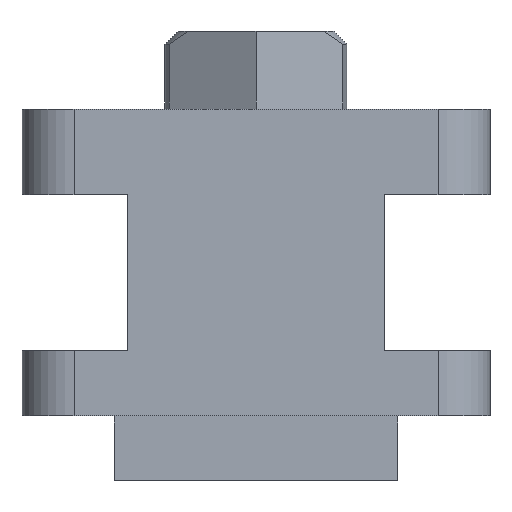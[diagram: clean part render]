
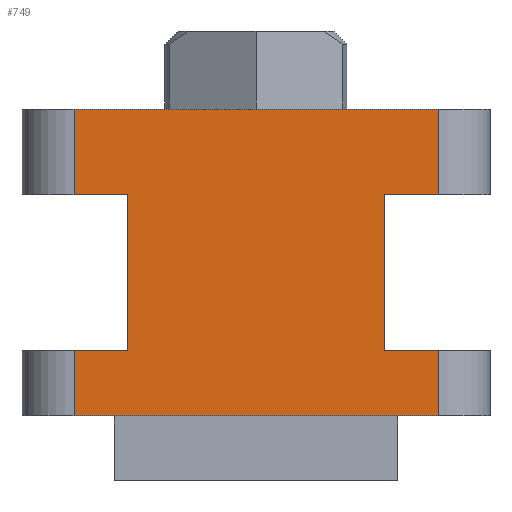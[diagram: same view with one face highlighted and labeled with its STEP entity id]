
A CAD part, front view. The second image highlights one B-rep face of the part: STEP entity #749.
In plain terms, the highlighted planar face has unit normal (0, -1, 0).
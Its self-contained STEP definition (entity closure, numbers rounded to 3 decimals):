
#87=FACE_OUTER_BOUND('',#137,.T.);
#137=EDGE_LOOP('',(#578,#579,#580,#581,#582,#583,#584,#585,#586,#587,#588,
#589));
#163=LINE('',#1057,#235);
#194=LINE('',#1174,#266);
#197=LINE('',#1180,#269);
#199=LINE('',#1186,#271);
#200=LINE('',#1188,#272);
#201=LINE('',#1190,#273);
#202=LINE('',#1191,#274);
#203=LINE('',#1193,#275);
#204=LINE('',#1195,#276);
#205=LINE('',#1197,#277);
#206=LINE('',#1199,#278);
#207=LINE('',#1200,#279);
#235=VECTOR('',#850,14.);
#266=VECTOR('',#957,3.3);
#269=VECTOR('',#962,14.);
#271=VECTOR('',#968,2.05);
#272=VECTOR('',#969,6.);
#273=VECTOR('',#970,2.05);
#274=VECTOR('',#971,2.5);
#275=VECTOR('',#972,2.5);
#276=VECTOR('',#973,2.05);
#277=VECTOR('',#974,6.);
#278=VECTOR('',#975,2.05);
#279=VECTOR('',#976,3.3);
#308=VERTEX_POINT('',#1054);
#309=VERTEX_POINT('',#1056);
#342=VERTEX_POINT('',#1167);
#345=VERTEX_POINT('',#1172);
#347=VERTEX_POINT('',#1179);
#349=VERTEX_POINT('',#1185);
#350=VERTEX_POINT('',#1187);
#351=VERTEX_POINT('',#1189);
#352=VERTEX_POINT('',#1192);
#353=VERTEX_POINT('',#1194);
#354=VERTEX_POINT('',#1196);
#355=VERTEX_POINT('',#1198);
#375=EDGE_CURVE('',#309,#308,#163,.T.);
#426=EDGE_CURVE('',#345,#342,#194,.T.);
#429=EDGE_CURVE('',#347,#342,#197,.T.);
#432=EDGE_CURVE('',#345,#349,#199,.T.);
#433=EDGE_CURVE('',#349,#350,#200,.T.);
#434=EDGE_CURVE('',#350,#351,#201,.T.);
#435=EDGE_CURVE('',#309,#351,#202,.T.);
#436=EDGE_CURVE('',#352,#308,#203,.T.);
#437=EDGE_CURVE('',#352,#353,#204,.T.);
#438=EDGE_CURVE('',#353,#354,#205,.T.);
#439=EDGE_CURVE('',#354,#355,#206,.T.);
#440=EDGE_CURVE('',#347,#355,#207,.T.);
#578=ORIENTED_EDGE('',*,*,#426,.F.);
#579=ORIENTED_EDGE('',*,*,#432,.T.);
#580=ORIENTED_EDGE('',*,*,#433,.T.);
#581=ORIENTED_EDGE('',*,*,#434,.T.);
#582=ORIENTED_EDGE('',*,*,#435,.F.);
#583=ORIENTED_EDGE('',*,*,#375,.T.);
#584=ORIENTED_EDGE('',*,*,#436,.F.);
#585=ORIENTED_EDGE('',*,*,#437,.T.);
#586=ORIENTED_EDGE('',*,*,#438,.T.);
#587=ORIENTED_EDGE('',*,*,#439,.T.);
#588=ORIENTED_EDGE('',*,*,#440,.F.);
#589=ORIENTED_EDGE('',*,*,#429,.T.);
#669=PLANE('',#811);
#749=ADVANCED_FACE('',(#87),#669,.T.);
#811=AXIS2_PLACEMENT_3D('',#1184,#966,#967);
#850=DIRECTION('',(1.,0.,0.));
#957=DIRECTION('',(0.,0.,1.));
#962=DIRECTION('',(-1.,0.,0.));
#966=DIRECTION('center_axis',(0.,-1.,0.));
#967=DIRECTION('ref_axis',(0.,0.,-1.));
#968=DIRECTION('',(1.,0.,0.));
#969=DIRECTION('',(0.,0.,-1.));
#970=DIRECTION('',(-1.,0.,0.));
#971=DIRECTION('',(0.,0.,1.));
#972=DIRECTION('',(0.,0.,-1.));
#973=DIRECTION('',(-1.,0.,0.));
#974=DIRECTION('',(0.,0.,1.));
#975=DIRECTION('',(1.,0.,0.));
#976=DIRECTION('',(0.,0.,-1.));
#1054=CARTESIAN_POINT('',(7.,-50.,0.));
#1056=CARTESIAN_POINT('',(-7.,-50.,0.));
#1057=CARTESIAN_POINT('',(-9.,-50.,0.));
#1167=CARTESIAN_POINT('',(-7.,-50.,11.8));
#1172=CARTESIAN_POINT('',(-7.,-50.,8.5));
#1174=CARTESIAN_POINT('',(-7.,-50.,0.));
#1179=CARTESIAN_POINT('',(7.,-50.,11.8));
#1180=CARTESIAN_POINT('',(-9.,-50.,11.8));
#1184=CARTESIAN_POINT('Origin',(9.,-50.,0.));
#1185=CARTESIAN_POINT('',(-4.95,-50.,8.5));
#1186=CARTESIAN_POINT('',(2.025,-50.,8.5));
#1187=CARTESIAN_POINT('',(-4.95,-50.,2.5));
#1188=CARTESIAN_POINT('',(-4.95,-50.,1.25));
#1189=CARTESIAN_POINT('',(-7.,-50.,2.5));
#1190=CARTESIAN_POINT('',(0.,-50.,2.5));
#1191=CARTESIAN_POINT('',(-7.,-50.,0.));
#1192=CARTESIAN_POINT('',(7.,-50.,2.5));
#1193=CARTESIAN_POINT('',(7.,-50.,0.));
#1194=CARTESIAN_POINT('',(4.95,-50.,2.5));
#1195=CARTESIAN_POINT('',(6.975,-50.,2.5));
#1196=CARTESIAN_POINT('',(4.95,-50.,8.5));
#1197=CARTESIAN_POINT('',(4.95,-50.,4.25));
#1198=CARTESIAN_POINT('',(7.,-50.,8.5));
#1199=CARTESIAN_POINT('',(9.,-50.,8.5));
#1200=CARTESIAN_POINT('',(7.,-50.,0.));
